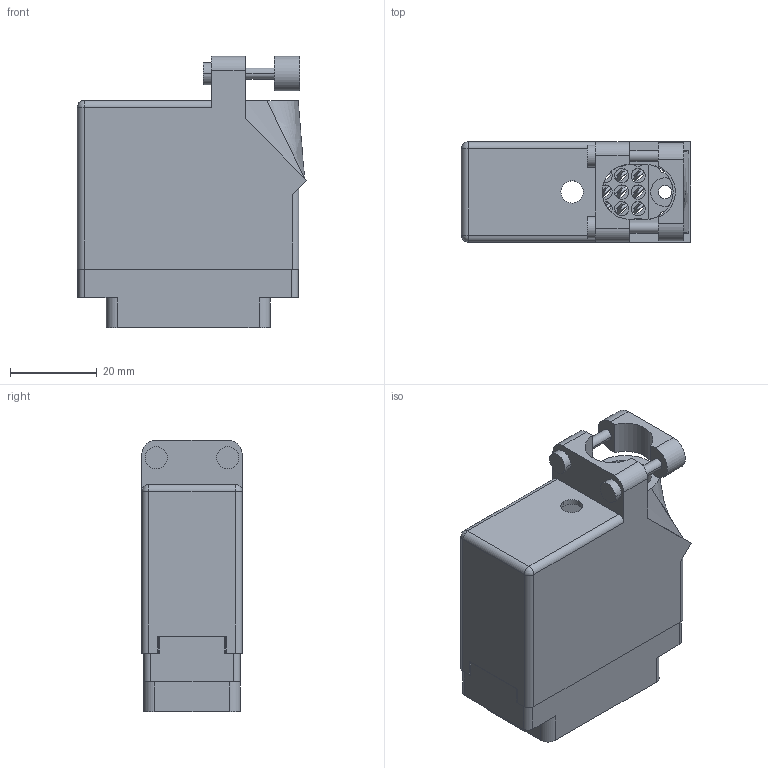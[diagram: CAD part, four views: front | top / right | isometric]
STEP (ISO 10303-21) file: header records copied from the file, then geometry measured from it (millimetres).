
FILE_DESCRIPTION (( 'STEP AP203' ), '1' );
FILE_NAME ('519-036-541-310.STEP', '2020-03-02T23:17:46', ( '' ), ( '' ), 'SwSTEP 2.0', 'SolidWorks 2016', '' );
FILE_SCHEMA (( 'CONFIG_CONTROL_DESIGN' ));
Length unit declared in the file: inch
Products named in the file (4): 516-230-001_Plastic - 038 Top Entry; 519-036-541-310; 516-292-001_541 Contact; 519 Plug Insulator_036
Assembly tree (38 placements, depth 2):
  519-036-541-310
    519 Plug Insulator_036
    516-292-001_541 Contact  x36
    516-230-001_Plastic - 038 Top Entry
Bounding box: 52.85 x 23.11 x 62.48 mm (x, y, z)
Volume: 20927.7 mm3; surface area: 32255.5 mm2
Topology: 38 solids, 38 shells, 3518 faces, 10183 edges, 6760 vertices
Faces by surface type: plane 2164, cylinder 1131, bspline 219, cone 2, sphere 2
Entity records: 34919 total; most frequent: CARTESIAN_POINT 6248, ORIENTED_EDGE 5802, DIRECTION 5640, EDGE_CURVE 2901, LINE 2146, VECTOR 2146, VERTEX_POINT 1930, AXIS2_PLACEMENT_3D 1747
